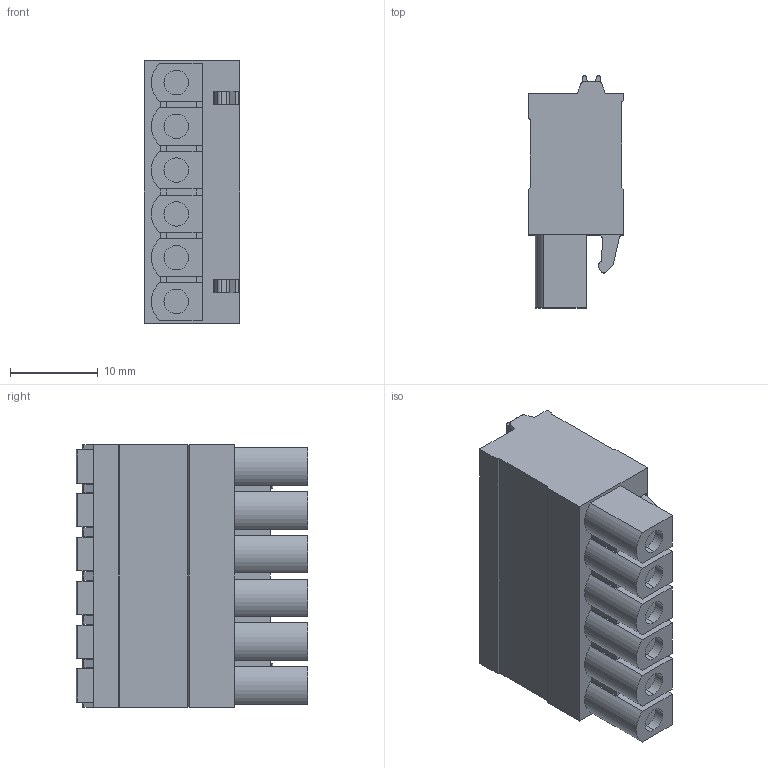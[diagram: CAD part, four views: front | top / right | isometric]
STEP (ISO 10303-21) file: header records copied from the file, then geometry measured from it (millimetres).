
FILE_DESCRIPTION((''),'2;1');
FILE_NAME('TLPS-217','2024-11-07T16:26:07',('tluser'),(''),'CREO PARAMETRIC BY PTC INC, 2018100','CREO PARAMETRIC BY PTC INC, 2018100','');
FILE_SCHEMA(('CONFIG_CONTROL_DESIGN'));
Length unit declared in the file: millimetre
Products named in the file (1): TLPS-217
Bounding box: 10.9 x 26.5 x 30 mm (x, y, z)
Volume: 6142 mm3; surface area: 3489.3 mm2
Topology: 1 solids, 1 shells, 352 faces, 924 edges, 600 vertices
Faces by surface type: plane 200, cylinder 128, torus 24
Entity records: 10862 total; most frequent: DIRECTION 1908, CARTESIAN_POINT 1876, ORIENTED_EDGE 1848, EDGE_CURVE 924, VECTOR 644, LINE 644, AXIS2_PLACEMENT_3D 632, VERTEX_POINT 600
